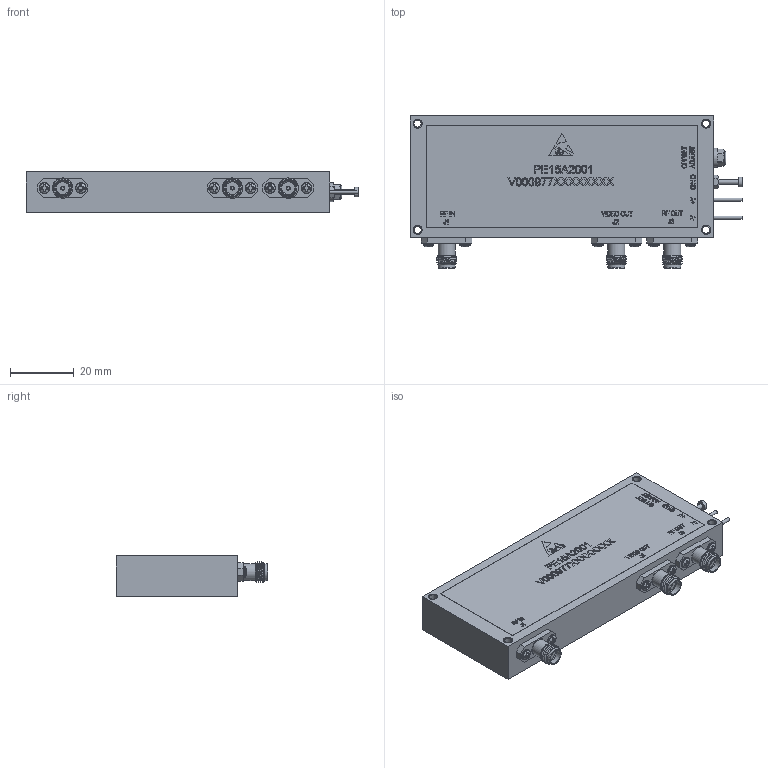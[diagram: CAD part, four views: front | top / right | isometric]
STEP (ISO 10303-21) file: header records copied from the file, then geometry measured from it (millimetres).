
FILE_DESCRIPTION (( 'STEP AP203' ), '1' );
FILE_NAME ('PE15A2001_3D.step', '2021-09-08T04:42:30', ( '' ), ( '' ), 'SwSTEP 2.0', 'SolidWorks 2021', '' );
FILE_SCHEMA (( 'CONFIG_CONTROL_DESIGN' ));
Products named in the file (1): PE15A2001_3D
Bounding box: 104.14 x 47.68 x 12.78 mm (x, y, z)
Volume: 47122.1 mm3; surface area: 12451.4 mm2
Topology: 1 solids, 13 shells, 1390 faces, 3627 edges, 2413 vertices
Faces by surface type: plane 778, bspline 353, cylinder 186, cone 51, torus 16, sphere 6
Full cylindrical faces by diameter (mm): 1.016 x8, 1.27 x6, 1.524 x1, 1.748 x1, 1.854 x6, 2.261 x4, 2.845 x8, 3.048 x2, 3.393 x6, 3.556 x1, 4.521 x3, 5.08 x3, 5.334 x6, 5.96 x1
Entity records: 67743 total; most frequent: CARTESIAN_POINT 36823, ORIENTED_EDGE 7050, DIRECTION 4927, EDGE_CURVE 3525, VERTEX_POINT 2392, LINE 2139, VECTOR 2139, EDGE_LOOP 1635
